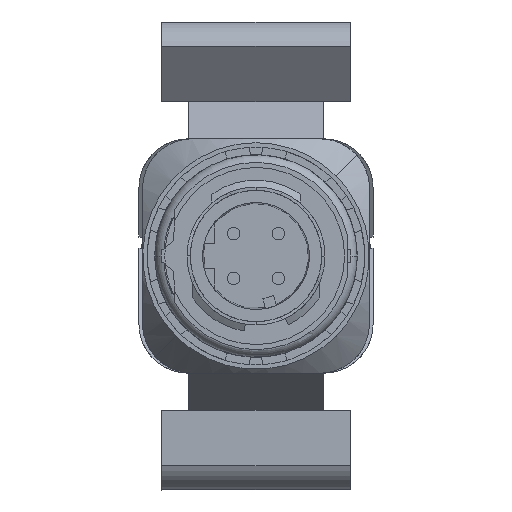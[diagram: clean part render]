
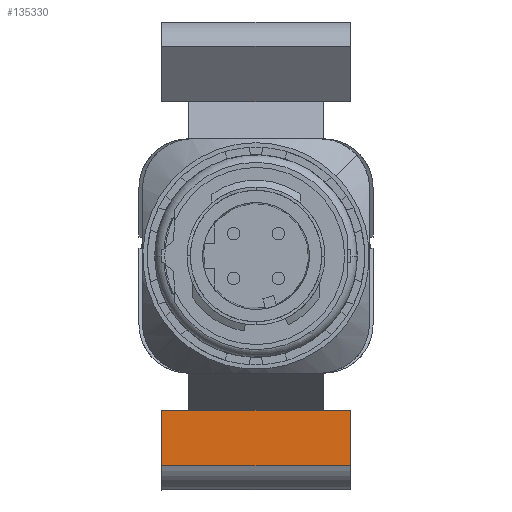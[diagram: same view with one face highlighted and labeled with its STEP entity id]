
A CAD part, left-side view. The second image highlights one B-rep face of the part: STEP entity #135330.
In plain terms, the highlighted planar face has unit normal (-0.326, 0, 0.946).
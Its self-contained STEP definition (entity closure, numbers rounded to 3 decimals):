
#132720=CARTESIAN_POINT('',(108.021,-7.447,
-16.576));
#132730=VERTEX_POINT('',#132720);
#132760=CARTESIAN_POINT('',(131.814,-7.447,
-8.383));
#132770=DIRECTION('',(0.946,0.,
0.326));
#132780=VECTOR('',#132770,1.);
#132790=LINE('',#132760,#132780);
#132800=CARTESIAN_POINT('',(120.793,-7.447,
-12.178));
#132810=VERTEX_POINT('',#132800);
#132820=EDGE_CURVE('',#132730,#132810,#132790,.T.);
#133090=CARTESIAN_POINT('',(120.793,7.447,
-12.178));
#133100=VERTEX_POINT('',#133090);
#133130=CARTESIAN_POINT('',(131.814,7.447,
-8.383));
#133140=DIRECTION('',(0.946,0.,
0.326));
#133150=VECTOR('',#133140,1.);
#133160=LINE('',#133130,#133150);
#133170=CARTESIAN_POINT('',(108.021,7.447,
-16.576));
#133180=VERTEX_POINT('',#133170);
#133190=EDGE_CURVE('',#133180,#133100,#133160,.T.);
#134430=CARTESIAN_POINT('',(108.021,0.607,
-16.576));
#134440=DIRECTION('',(0.,1.,0.));
#134450=VECTOR('',#134440,1.);
#134460=LINE('',#134430,#134450);
#134470=EDGE_CURVE('',#132730,#133180,#134460,.T.);
#135060=CARTESIAN_POINT('',(120.793,-57.551,
-12.178));
#135070=DIRECTION('',(0.,1.,0.));
#135080=VECTOR('',#135070,1.);
#135090=LINE('',#135060,#135080);
#135100=EDGE_CURVE('',#132810,#133100,#135090,.T.);
#135220=CARTESIAN_POINT('',(101.41,7.447,
-18.852));
#135230=DIRECTION('',(-0.326,0.,
0.946));
#135240=DIRECTION('',(-0.946,0.,
-0.326));
#135250=AXIS2_PLACEMENT_3D('',#135220,#135230,#135240);
#135260=PLANE('',#135250);
#135270=ORIENTED_EDGE('',*,*,#132820,.T.);
#135280=ORIENTED_EDGE('',*,*,#134470,.F.);
#135290=ORIENTED_EDGE('',*,*,#133190,.F.);
#135300=ORIENTED_EDGE('',*,*,#135100,.T.);
#135310=EDGE_LOOP('',(#135300,#135290,#135280,#135270));
#135320=FACE_OUTER_BOUND('',#135310,.T.);
#135330=ADVANCED_FACE('',(#135320),#135260,.T.);
